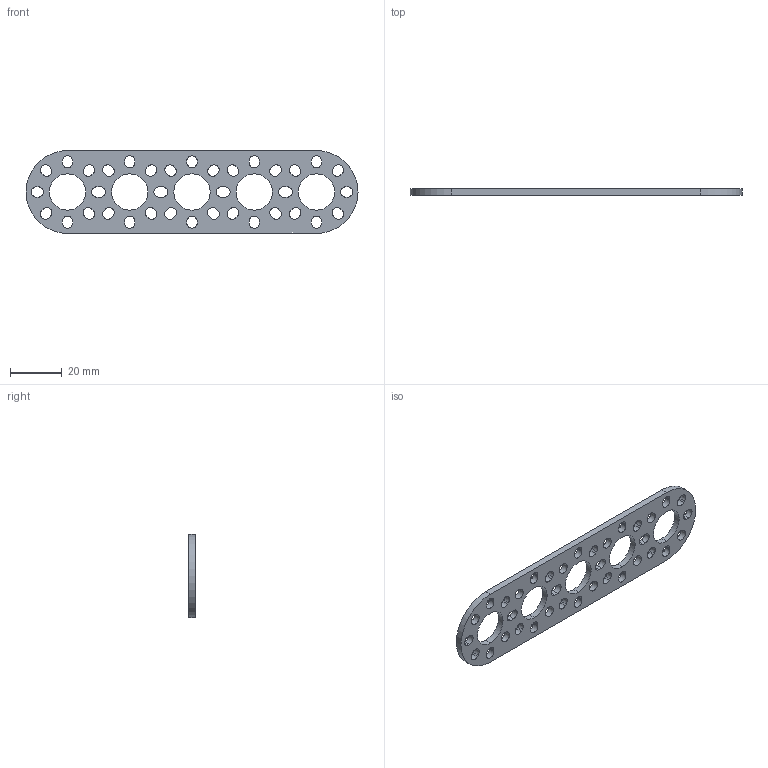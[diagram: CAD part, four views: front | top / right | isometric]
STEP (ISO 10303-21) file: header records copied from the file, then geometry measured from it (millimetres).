
FILE_DESCRIPTION (( 'STEP AP203' ), '1' );
FILE_NAME ('1105-0005-0128.STEP', '2017-03-31T15:39:40', ( '' ), ( '' ), 'SwSTEP 2.0', 'SolidWorks 2016', '' );
FILE_SCHEMA (( 'CONFIG_CONTROL_DESIGN' ));
Length unit declared in the file: millimetre
Products named in the file (1): 1105-0005-0128
Bounding box: 128 x 2.5 x 32 mm (x, y, z)
Volume: 6360.9 mm3; surface area: 7638.1 mm2
Topology: 1 solids, 1 shells, 190 faces, 564 edges, 376 vertices
Faces by surface type: cylinder 114, plane 76
Entity records: 6697 total; most frequent: DIRECTION 1174, CARTESIAN_POINT 1131, ORIENTED_EDGE 1128, EDGE_CURVE 564, AXIS2_PLACEMENT_3D 419, VERTEX_POINT 376, LINE 336, VECTOR 336
